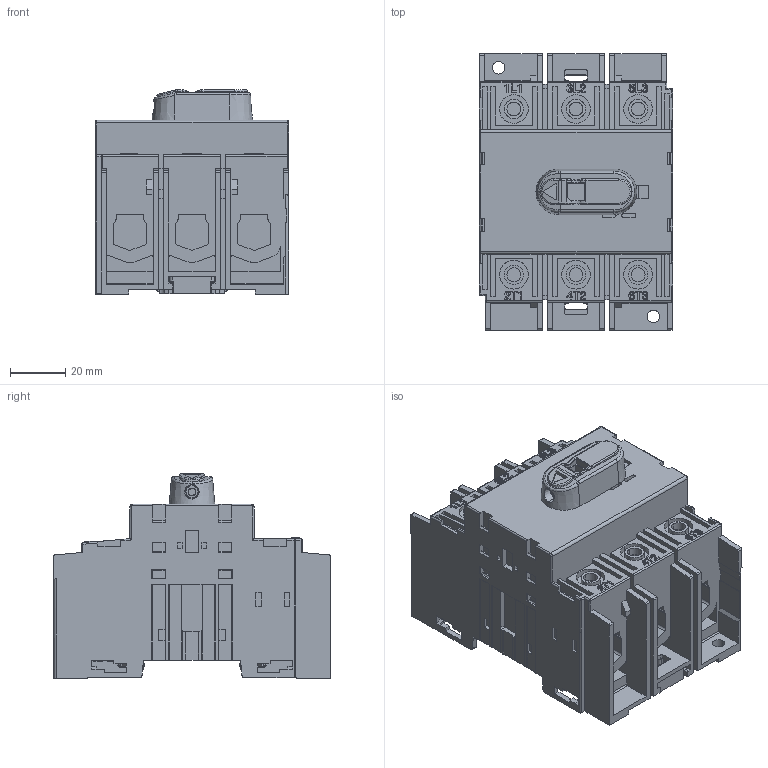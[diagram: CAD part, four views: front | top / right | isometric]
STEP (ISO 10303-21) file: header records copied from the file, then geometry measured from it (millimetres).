
FILE_DESCRIPTION (( 'STEP AP214' ), '1' );
FILE_NAME ('OUT-1215572.STEP', '2025-02-12T17:58:10', ( '' ), ( '' ), 'SwSTEP 2.0', 'SolidWorks 2021', '' );
FILE_SCHEMA (( 'AUTOMOTIVE_DESIGN' ));
Length unit declared in the file: millimetre
Products named in the file (1): OUT-1215572
Bounding box: 70 x 100 x 73.99 mm (x, y, z)
Volume: 276010.8 mm3; surface area: 69726.4 mm2
Topology: 1 solids, 1 shells, 2906 faces, 8158 edges, 5358 vertices
Faces by surface type: plane 1909, bspline 518, cylinder 421, torus 24, cone 20, sphere 14
Entity records: 123013 total; most frequent: CARTESIAN_POINT 32960, ORIENTED_EDGE 16272, DIRECTION 11477, EDGE_CURVE 8136, VECTOR 5383, LINE 5383, VERTEX_POINT 5358, EDGE_LOOP 3080
